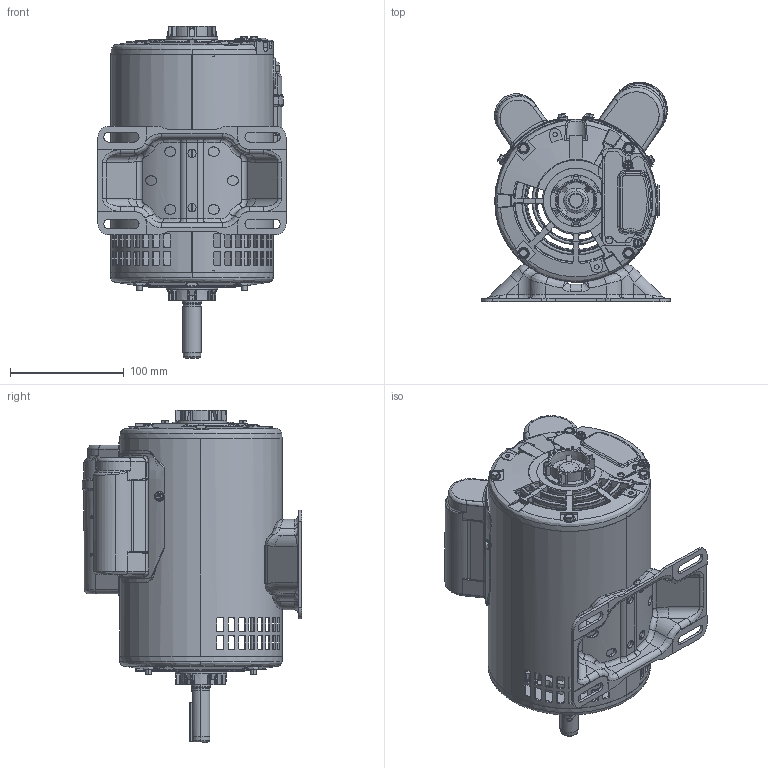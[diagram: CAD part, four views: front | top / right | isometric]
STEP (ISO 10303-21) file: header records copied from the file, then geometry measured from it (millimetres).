
FILE_DESCRIPTION (( 'STEP AP214' ), '1' );
FILE_NAME ('G915A SS404114-750_RevA B1.STEP', '2019-04-10T15:12:12', ( '' ), ( '' ), 'SwSTEP 2.0', 'SolidWorks 2017', '' );
FILE_SCHEMA (( 'AUTOMOTIVE_DESIGN' ));
Length unit declared in the file: inch
Products named in the file (1): G915A SS404114-750_RevA B1
Bounding box: 165.1 x 192.42 x 291.34 mm (x, y, z)
Volume: 500963.1 mm3; surface area: 472567 mm2
Topology: 29 solids, 29 shells, 4282 faces, 11051 edges, 6774 vertices
Faces by surface type: plane 1485, bspline 1308, cylinder 836, cone 653
Entity records: 197237 total; most frequent: CARTESIAN_POINT 102302, ORIENTED_EDGE 21918, DIRECTION 17115, EDGE_CURVE 10959, VERTEX_POINT 6774, AXIS2_PLACEMENT_3D 6557, EDGE_LOOP 4519, ADVANCED_FACE 4282
